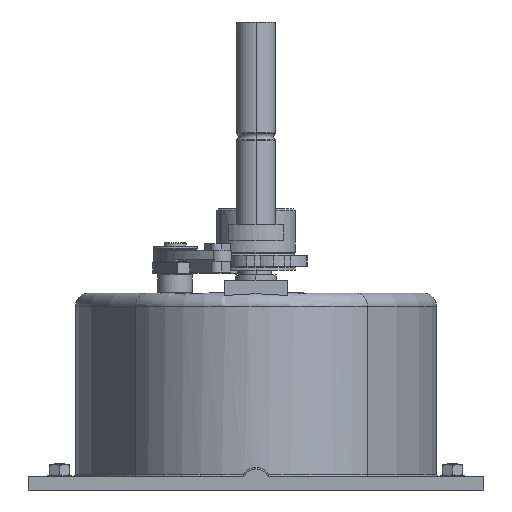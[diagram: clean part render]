
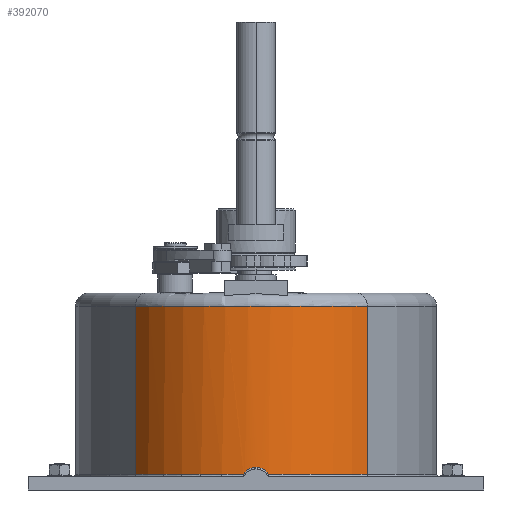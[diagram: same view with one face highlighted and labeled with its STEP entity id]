
A CAD part, front view. The second image highlights one B-rep face of the part: STEP entity #392070.
In plain terms, the highlighted cylindrical face has radius 90 mm (diameter 180 mm), a partial arc.
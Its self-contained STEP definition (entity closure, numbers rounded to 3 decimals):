
#359570=CARTESIAN_POINT('',(76.693,-127.097,106.));
#359580=VERTEX_POINT('',#359570);
#365110=CARTESIAN_POINT('',(-7.989,-169.645,106.));
#365120=VERTEX_POINT('',#365110);
#380170=CARTESIAN_POINT('',(7.989,-169.645,106.));
#380180=VERTEX_POINT('',#380170);
#380710=CARTESIAN_POINT('',(0.,-80.,106.))
;
#380720=DIRECTION('',(0.,0.,-1.));
#380730=DIRECTION('',(-1.,0.,0.));
#380740=AXIS2_PLACEMENT_3D('',#380710,#380720,#380730);
#380750=CIRCLE('',#380740,90.);
#380760=EDGE_CURVE('',#359580,#380180,#380750,.T.);
#385700=CARTESIAN_POINT('',(-7.989,-169.645,106.));
#385710=CARTESIAN_POINT('',(-7.964,-169.647,
105.959));
#385720=CARTESIAN_POINT('',(-7.939,-169.649,
105.919));
#385730=CARTESIAN_POINT('',(-7.885,-169.654,
105.833));
#385740=CARTESIAN_POINT('',(-7.856,-169.656,
105.788));
#385750=CARTESIAN_POINT('',(-7.72,-169.668,
105.581));
#385760=CARTESIAN_POINT('',(-7.608,-169.678,
105.422));
#385770=CARTESIAN_POINT('',(-7.375,-169.697,
105.111));
#385780=CARTESIAN_POINT('',(-7.254,-169.707,
104.96));
#385790=CARTESIAN_POINT('',(-7.003,-169.727,
104.664));
#385800=CARTESIAN_POINT('',(-6.873,-169.737,
104.52));
#385810=CARTESIAN_POINT('',(-6.604,-169.757,
104.24));
#385820=CARTESIAN_POINT('',(-6.466,-169.768,
104.105));
#385830=CARTESIAN_POINT('',(-6.038,-169.798,
103.711));
#385840=CARTESIAN_POINT('',(-5.737,-169.818,
103.466));
#385850=CARTESIAN_POINT('',(-5.264,-169.846,
103.129));
#385860=CARTESIAN_POINT('',(-5.103,-169.855,
103.021));
#385870=CARTESIAN_POINT('',(-4.775,-169.873,
102.816));
#385880=CARTESIAN_POINT('',(-4.608,-169.882,
102.719));
#385890=CARTESIAN_POINT('',(-4.268,-169.899,
102.535));
#385900=CARTESIAN_POINT('',(-4.096,-169.907,
102.448));
#385910=CARTESIAN_POINT('',(-3.746,-169.922,
102.286));
#385920=CARTESIAN_POINT('',(-3.569,-169.929,
102.21));
#385930=CARTESIAN_POINT('',(-3.209,-169.943,
102.069));
#385940=CARTESIAN_POINT('',(-3.028,-169.949,
102.005));
#385950=CARTESIAN_POINT('',(-2.66,-169.961,
101.887));
#385960=CARTESIAN_POINT('',(-2.475,-169.966,
101.833));
#385970=CARTESIAN_POINT('',(-2.101,-169.976,
101.739));
#385980=CARTESIAN_POINT('',(-1.913,-169.98,
101.697));
#385990=CARTESIAN_POINT('',(-1.534,-169.987,
101.625));
#386000=CARTESIAN_POINT('',(-1.344,-169.99,
101.596));
#386010=CARTESIAN_POINT('',(-0.961,-169.995,
101.548));
#386020=CARTESIAN_POINT('',(-0.769,-169.997,
101.53));
#386030=CARTESIAN_POINT('',(-0.385,-169.999,
101.506));
#386040=CARTESIAN_POINT('',(-0.192,-170.,
101.5));
#386050=CARTESIAN_POINT('',(0.193,-170.,
101.5));
#386060=CARTESIAN_POINT('',(0.386,-169.999,
101.506));
#386070=CARTESIAN_POINT('',(0.771,-169.997,
101.53));
#386080=CARTESIAN_POINT('',(0.963,-169.995,
101.548));
#386090=CARTESIAN_POINT('',(1.345,-169.99,
101.596));
#386100=CARTESIAN_POINT('',(1.536,-169.987,
101.626));
#386110=CARTESIAN_POINT('',(1.914,-169.98,
101.697));
#386120=CARTESIAN_POINT('',(2.103,-169.976,
101.739));
#386130=CARTESIAN_POINT('',(2.476,-169.966,
101.834));
#386140=CARTESIAN_POINT('',(2.662,-169.961,
101.887));
#386150=CARTESIAN_POINT('',(3.029,-169.949,
102.005));
#386160=CARTESIAN_POINT('',(3.211,-169.943,
102.07));
#386170=CARTESIAN_POINT('',(3.57,-169.929,
102.21));
#386180=CARTESIAN_POINT('',(3.747,-169.922,
102.286));
#386190=CARTESIAN_POINT('',(4.097,-169.907,
102.449));
#386200=CARTESIAN_POINT('',(4.27,-169.899,
102.535));
#386210=CARTESIAN_POINT('',(4.609,-169.882,
102.72));
#386220=CARTESIAN_POINT('',(4.777,-169.873,
102.817));
#386230=CARTESIAN_POINT('',(5.105,-169.855,
103.022));
#386240=CARTESIAN_POINT('',(5.266,-169.846,
103.13));
#386250=CARTESIAN_POINT('',(5.738,-169.817,
103.467));
#386260=CARTESIAN_POINT('',(6.039,-169.798,
103.712));
#386270=CARTESIAN_POINT('',(6.467,-169.767,
104.106));
#386280=CARTESIAN_POINT('',(6.606,-169.757,
104.241));
#386290=CARTESIAN_POINT('',(6.874,-169.737,
104.521));
#386300=CARTESIAN_POINT('',(7.004,-169.727,
104.665));
#386310=CARTESIAN_POINT('',(7.255,-169.707,
104.961));
#386320=CARTESIAN_POINT('',(7.376,-169.697,
105.113));
#386330=CARTESIAN_POINT('',(7.609,-169.678,
105.424));
#386340=CARTESIAN_POINT('',(7.721,-169.668,
105.583));
#386350=CARTESIAN_POINT('',(7.856,-169.656,
105.789));
#386360=CARTESIAN_POINT('',(7.885,-169.654,
105.834));
#386370=CARTESIAN_POINT('',(7.939,-169.649,
105.919));
#386380=CARTESIAN_POINT('',(7.964,-169.647,
105.959));
#386390=CARTESIAN_POINT('',(7.989,-169.645,106.));
#386400=B_SPLINE_CURVE_WITH_KNOTS('',3,(#385700,#385710,#385720,#385730,
#385740,#385750,#385760,#385770,#385780,#385790,#385800,#385810,#385820,
#385830,#385840,#385850,#385860,#385870,#385880,#385890,#385900,#385910,
#385920,#385930,#385940,#385950,#385960,#385970,#385980,#385990,#386000,
#386010,#386020,#386030,#386040,#386050,#386060,#386070,#386080,#386090,
#386100,#386110,#386120,#386130,#386140,#386150,#386160,#386170,#386180,
#386190,#386200,#386210,#386220,#386230,#386240,#386250,#386260,#386270,
#386280,#386290,#386300,#386310,#386320,#386330,#386340,#386350,#386360,
#386370,#386380,#386390),.UNSPECIFIED.,.F.,.F.,(4,2,2,2,2,2,2,2,2,2,2,2,
2,2,2,2,2,2,2,2,2,2,2,2,2,2,2,2,2,2,2,2,2,2,4),(0.,0.136,
0.288,0.842,1.396,1.949,
2.503,3.609,4.162,4.714,
5.266,5.817,6.368,6.919,
7.47,8.021,8.571,9.122,
9.673,10.224,10.774,11.325,
11.876,12.427,12.978,13.53,
14.082,14.635,15.741,16.295,
16.848,17.402,17.956,18.107,
18.243),.UNSPECIFIED.);
#386410=EDGE_CURVE('',#365120,#380180,#386400,.T.);
#387730=CARTESIAN_POINT('',(-70.829,-135.527,-1.));
#387740=VERTEX_POINT('',#387730);
#387770=CARTESIAN_POINT('',(0.,-80.,-1.));
#387780=DIRECTION('',(0.,0.,-1.));
#387790=DIRECTION('',(-1.,0.,0.));
#387800=AXIS2_PLACEMENT_3D('',#387770,#387780,#387790);
#387810=CIRCLE('',#387800,90.);
#387820=CARTESIAN_POINT('',(76.693,-127.097,-1.));
#387830=VERTEX_POINT('',#387820);
#387840=EDGE_CURVE('',#387830,#387740,#387810,.T.);
#391760=CARTESIAN_POINT('',(0.,-80.,-9.5))
;
#391770=DIRECTION('',(0.,0.,-1.));
#391780=DIRECTION('',(-1.,-0.,0.));
#391790=AXIS2_PLACEMENT_3D('',#391760,#391770,#391780);
#391800=CYLINDRICAL_SURFACE('',#391790,90.);
#391810=ORIENTED_EDGE('',*,*,#387840,.F.);
#391820=CARTESIAN_POINT('',(-70.829,-135.527,-9.5));
#391830=DIRECTION('',(0.,0.,1.));
#391840=VECTOR('',#391830,1.);
#391850=LINE('',#391820,#391840);
#391860=CARTESIAN_POINT('',(-70.829,-135.527,106.));
#391870=VERTEX_POINT('',#391860);
#391880=EDGE_CURVE('',#387740,#391870,#391850,.T.);
#391890=ORIENTED_EDGE('',*,*,#391880,.F.);
#391900=CARTESIAN_POINT('',(0.,-80.,106.))
;
#391910=DIRECTION('',(0.,0.,-1.));
#391920=DIRECTION('',(-1.,0.,0.));
#391930=AXIS2_PLACEMENT_3D('',#391900,#391910,#391920);
#391940=CIRCLE('',#391930,90.);
#391950=EDGE_CURVE('',#365120,#391870,#391940,.T.);
#391960=ORIENTED_EDGE('',*,*,#391950,.T.);
#391970=ORIENTED_EDGE('',*,*,#386410,.F.);
#391980=ORIENTED_EDGE('',*,*,#380760,.T.);
#391990=CARTESIAN_POINT('',(76.693,-127.097,-9.5));
#392000=DIRECTION('',(0.,0.,1.));
#392010=VECTOR('',#392000,1.);
#392020=LINE('',#391990,#392010);
#392030=EDGE_CURVE('',#387830,#359580,#392020,.T.);
#392040=ORIENTED_EDGE('',*,*,#392030,.T.);
#392050=EDGE_LOOP('',(#392040,#391980,#391970,#391960,#391890,#391810));
#392060=FACE_OUTER_BOUND('',#392050,.T.);
#392070=ADVANCED_FACE('',(#392060),#391800,.T.);
